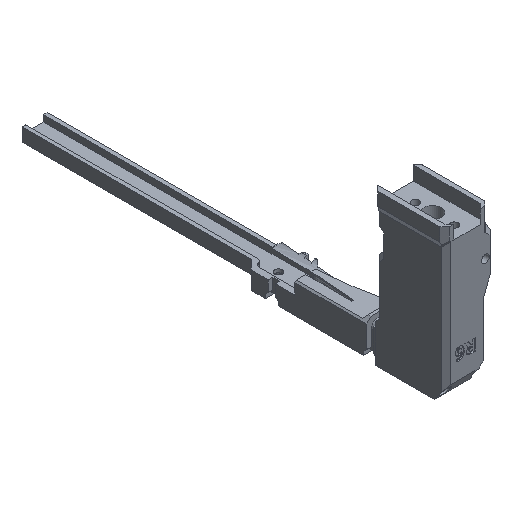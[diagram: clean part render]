
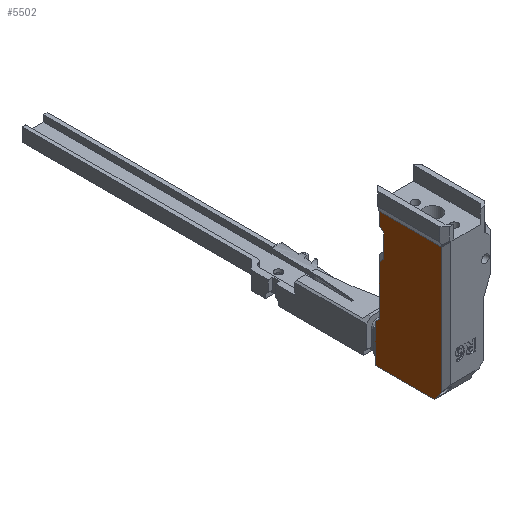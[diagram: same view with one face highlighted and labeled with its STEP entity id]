
A CAD part, isometric view. The second image highlights one B-rep face of the part: STEP entity #5502.
In plain terms, the highlighted planar face has unit normal (-1, 0, 0).
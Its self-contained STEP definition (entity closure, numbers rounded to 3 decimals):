
#487=FACE_OUTER_BOUND('',#790,.T.);
#790=EDGE_LOOP('',(#4524,#4525,#4526,#4527,#4528,#4529,#4530,#4531,#4532,
#4533,#4534));
#955=LINE('',#7337,#1563);
#1151=LINE('',#8646,#1759);
#1153=LINE('',#8651,#1761);
#1157=LINE('',#8658,#1765);
#1168=LINE('',#8680,#1776);
#1171=LINE('',#8685,#1779);
#1253=LINE('',#8965,#1861);
#1257=LINE('',#9386,#1865);
#1300=LINE('',#9596,#1908);
#1301=LINE('',#9598,#1909);
#1302=LINE('',#9599,#1910);
#1563=VECTOR('',#6046,10.);
#1759=VECTOR('',#6402,10.);
#1761=VECTOR('',#6406,10.);
#1765=VECTOR('',#6412,10.);
#1776=VECTOR('',#6429,10.);
#1779=VECTOR('',#6434,10.);
#1861=VECTOR('',#6614,10.);
#1865=VECTOR('',#6626,10.);
#1908=VECTOR('',#6773,10.);
#1909=VECTOR('',#6776,10.);
#1910=VECTOR('',#6777,10.);
#2170=VERTEX_POINT('',#7325);
#2174=VERTEX_POINT('',#7335);
#2371=VERTEX_POINT('',#8643);
#2372=VERTEX_POINT('',#8645);
#2373=VERTEX_POINT('',#8649);
#2374=VERTEX_POINT('',#8650);
#2384=VERTEX_POINT('',#8679);
#2446=VERTEX_POINT('',#8963);
#2447=VERTEX_POINT('',#8964);
#2479=VERTEX_POINT('',#9385);
#2520=VERTEX_POINT('',#9594);
#2716=EDGE_CURVE('',#2170,#2174,#955,.T.);
#3006=EDGE_CURVE('',#2371,#2372,#1151,.T.);
#3008=EDGE_CURVE('',#2373,#2374,#1153,.T.);
#3012=EDGE_CURVE('',#2374,#2174,#1157,.T.);
#3023=EDGE_CURVE('',#2384,#2373,#1168,.T.);
#3026=EDGE_CURVE('',#2372,#2384,#1171,.T.);
#3127=EDGE_CURVE('',#2446,#2447,#1253,.T.);
#3163=EDGE_CURVE('',#2447,#2479,#1257,.T.);
#3233=EDGE_CURVE('',#2520,#2371,#1300,.T.);
#3234=EDGE_CURVE('',#2479,#2520,#1301,.T.);
#3235=EDGE_CURVE('',#2170,#2446,#1302,.T.);
#4524=ORIENTED_EDGE('',*,*,#3234,.F.);
#4525=ORIENTED_EDGE('',*,*,#3163,.F.);
#4526=ORIENTED_EDGE('',*,*,#3127,.F.);
#4527=ORIENTED_EDGE('',*,*,#3235,.F.);
#4528=ORIENTED_EDGE('',*,*,#2716,.T.);
#4529=ORIENTED_EDGE('',*,*,#3012,.F.);
#4530=ORIENTED_EDGE('',*,*,#3008,.F.);
#4531=ORIENTED_EDGE('',*,*,#3023,.F.);
#4532=ORIENTED_EDGE('',*,*,#3026,.F.);
#4533=ORIENTED_EDGE('',*,*,#3006,.F.);
#4534=ORIENTED_EDGE('',*,*,#3233,.F.);
#5230=PLANE('',#5837);
#5502=ADVANCED_FACE('',(#487),#5230,.T.);
#5837=AXIS2_PLACEMENT_3D('',#9597,#6774,#6775);
#6046=DIRECTION('',(0.,1.,0.));
#6402=DIRECTION('',(0.,0.,1.));
#6406=DIRECTION('',(0.,0.707,0.707));
#6412=DIRECTION('',(0.,0.,1.));
#6429=DIRECTION('',(0.,0.,1.));
#6434=DIRECTION('',(0.,-0.707,0.707));
#6614=DIRECTION('',(0.,0.581,-0.814));
#6626=DIRECTION('',(0.,1.,0.));
#6773=DIRECTION('',(0.,-0.707,0.707));
#6774=DIRECTION('center_axis',(-1.,0.,0.));
#6775=DIRECTION('ref_axis',(0.,1.,0.));
#6776=DIRECTION('',(0.,0.,1.));
#6777=DIRECTION('',(0.,0.,-1.));
#7325=CARTESIAN_POINT('',(-9.22,-13.5,46.5));
#7335=CARTESIAN_POINT('',(-9.22,13.55,46.5));
#7337=CARTESIAN_POINT('',(-9.22,-6.737,46.5));
#8643=CARTESIAN_POINT('',(-9.22,13.55,5.72));
#8645=CARTESIAN_POINT('',(-9.22,13.55,27.472));
#8646=CARTESIAN_POINT('',(-9.22,13.55,1.));
#8649=CARTESIAN_POINT('',(-9.22,11.55,39.328));
#8650=CARTESIAN_POINT('',(-9.22,13.55,41.328));
#8651=CARTESIAN_POINT('',(-9.22,-4.252,23.527));
#8658=CARTESIAN_POINT('',(-9.22,13.55,1.));
#8679=CARTESIAN_POINT('',(-9.22,11.55,29.472));
#8680=CARTESIAN_POINT('',(-9.22,11.55,15.15));
#8685=CARTESIAN_POINT('',(-9.22,12.948,28.073));
#8963=CARTESIAN_POINT('',(-9.22,-13.5,-8.3));
#8964=CARTESIAN_POINT('',(-9.22,-10.5,-12.5));
#8965=CARTESIAN_POINT('',(-9.22,-15.551,-5.429));
#9385=CARTESIAN_POINT('',(-9.22,15.27,-12.5));
#9386=CARTESIAN_POINT('',(-9.22,-15.5,-12.5));
#9594=CARTESIAN_POINT('',(-9.22,15.27,4.));
#9596=CARTESIAN_POINT('',(-9.22,9.148,10.123));
#9597=CARTESIAN_POINT('Origin',(-9.22,-15.5,0.));
#9598=CARTESIAN_POINT('',(-9.22,15.27,0.));
#9599=CARTESIAN_POINT('',(-9.22,-13.5,0.));
